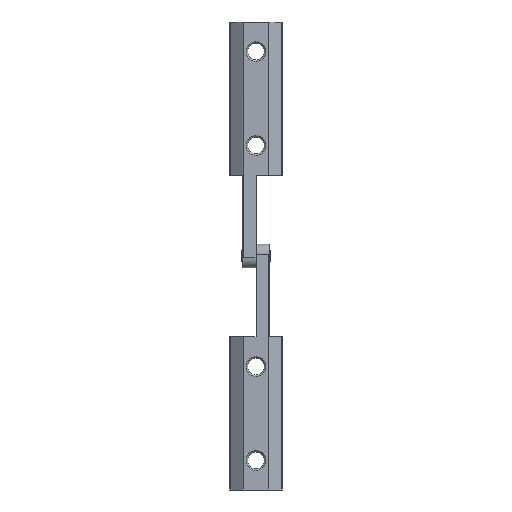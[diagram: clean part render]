
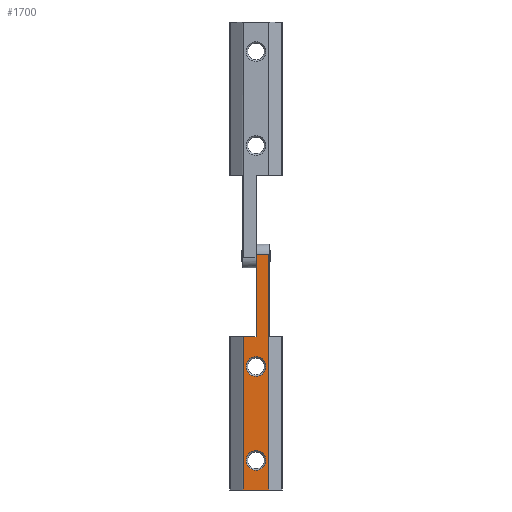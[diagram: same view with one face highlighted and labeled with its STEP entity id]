
A CAD part, front view. The second image highlights one B-rep face of the part: STEP entity #1700.
In plain terms, the highlighted planar face has unit normal (0, -1, 0).
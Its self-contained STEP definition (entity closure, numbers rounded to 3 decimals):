
#39 = EDGE_CURVE ( 'NONE', #838, #330, #1885, .T. ) ;
#41 = CARTESIAN_POINT ( 'NONE',  ( -3., -2., 37.3 ) ) ;
#67 = ORIENTED_EDGE ( 'NONE', *, *, #2175, .T. ) ;
#75 = CARTESIAN_POINT ( 'NONE',  ( 0., -2., 71.25 ) ) ;
#90 = AXIS2_PLACEMENT_3D ( 'NONE', #233, #885, #835 ) ;
#185 = CARTESIAN_POINT ( 'NONE',  ( 3., -2., 37.3 ) ) ;
#233 = CARTESIAN_POINT ( 'NONE',  ( 0., -2., 8.95 ) ) ;
#254 = DIRECTION ( 'NONE',  ( 0., 1., 0. ) ) ;
#275 = VERTEX_POINT ( 'NONE', #41 ) ;
#295 = LINE ( 'NONE', #2346, #416 ) ;
#296 = DIRECTION ( 'NONE',  ( -1., 0., 0. ) ) ;
#330 = VERTEX_POINT ( 'NONE', #1284 ) ;
#348 = DIRECTION ( 'NONE',  ( -1., 0., 0. ) ) ;
#375 = CARTESIAN_POINT ( 'NONE',  ( 3.829, -2., 74.25 ) ) ;
#377 = FACE_BOUND ( 'NONE', #896, .T. ) ;
#400 = CARTESIAN_POINT ( 'NONE',  ( 3., -2., 8.95 ) ) ;
#416 = VECTOR ( 'NONE', #499, 1000. ) ;
#421 = ORIENTED_EDGE ( 'NONE', *, *, #1531, .T. ) ;
#425 = DIRECTION ( 'NONE',  ( -1., 0., 0. ) ) ;
#484 = ORIENTED_EDGE ( 'NONE', *, *, #2198, .T. ) ;
#487 = VERTEX_POINT ( 'NONE', #1352 ) ;
#499 = DIRECTION ( 'NONE',  ( 1., 0., 0. ) ) ;
#516 = ORIENTED_EDGE ( 'NONE', *, *, #1975, .F. ) ;
#545 = DIRECTION ( 'NONE',  ( 0., 0., -1. ) ) ;
#553 = EDGE_CURVE ( 'NONE', #487, #1718, #1937, .T. ) ;
#559 = CARTESIAN_POINT ( 'NONE',  ( 0., -2., 46.25 ) ) ;
#582 = LINE ( 'NONE', #375, #1729 ) ;
#706 = VECTOR ( 'NONE', #2092, 1000. ) ;
#725 = CARTESIAN_POINT ( 'NONE',  ( 0., -2., 46.25 ) ) ;
#797 = PLANE ( 'NONE',  #1627 ) ;
#802 = EDGE_CURVE ( 'NONE', #2390, #1825, #1451, .T. ) ;
#835 = DIRECTION ( 'NONE',  ( -1., 0., 0. ) ) ;
#838 = VERTEX_POINT ( 'NONE', #400 ) ;
#885 = DIRECTION ( 'NONE',  ( 0., 1., 0. ) ) ;
#896 = EDGE_LOOP ( 'NONE', ( #960, #484 ) ) ;
#917 = CARTESIAN_POINT ( 'NONE',  ( -3.829, -2., 74.25 ) ) ;
#960 = ORIENTED_EDGE ( 'NONE', *, *, #39, .T. ) ;
#972 = EDGE_LOOP ( 'NONE', ( #516, #2348, #67, #2524, #2442, #1887 ) ) ;
#1027 = CARTESIAN_POINT ( 'NONE',  ( 3.829, -2., 71.25 ) ) ;
#1068 = DIRECTION ( 'NONE',  ( -1., 0., 0. ) ) ;
#1242 = EDGE_CURVE ( 'NONE', #2328, #2390, #582, .T. ) ;
#1268 = AXIS2_PLACEMENT_3D ( 'NONE', #2401, #1362, #348 ) ;
#1284 = CARTESIAN_POINT ( 'NONE',  ( -3., -2., 8.95 ) ) ;
#1312 = ORIENTED_EDGE ( 'NONE', *, *, #1711, .T. ) ;
#1352 = CARTESIAN_POINT ( 'NONE',  ( -3.829, -2., 46.25 ) ) ;
#1362 = DIRECTION ( 'NONE',  ( 0., 1., 0. ) ) ;
#1373 = DIRECTION ( 'NONE',  ( 0., 0., 1. ) ) ;
#1418 = CIRCLE ( 'NONE', #1977, 3. ) ;
#1437 = CIRCLE ( 'NONE', #1508, 3. ) ;
#1451 = LINE ( 'NONE', #2483, #2658 ) ;
#1508 = AXIS2_PLACEMENT_3D ( 'NONE', #2319, #254, #1068 ) ;
#1531 = EDGE_CURVE ( 'NONE', #275, #1576, #2013, .T. ) ;
#1551 = CARTESIAN_POINT ( 'NONE',  ( -3.829, -2., 0. ) ) ;
#1576 = VERTEX_POINT ( 'NONE', #185 ) ;
#1627 = AXIS2_PLACEMENT_3D ( 'NONE', #2331, #2138, #2562 ) ;
#1700 = ADVANCED_FACE ( 'NONE', ( #377, #2228, #1820 ), #797, .F. ) ;
#1704 = CARTESIAN_POINT ( 'NONE',  ( 0., -2., 37.3 ) ) ;
#1711 = EDGE_CURVE ( 'NONE', #1576, #275, #1418, .T. ) ;
#1718 = VERTEX_POINT ( 'NONE', #1551 ) ;
#1729 = VECTOR ( 'NONE', #1373, 1000. ) ;
#1820 = FACE_OUTER_BOUND ( 'NONE', #972, .T. ) ;
#1825 = VERTEX_POINT ( 'NONE', #75 ) ;
#1881 = VECTOR ( 'NONE', #2619, 1000. ) ;
#1885 = CIRCLE ( 'NONE', #90, 3. ) ;
#1887 = ORIENTED_EDGE ( 'NONE', *, *, #1894, .F. ) ;
#1894 = EDGE_CURVE ( 'NONE', #1914, #1825, #1939, .T. ) ;
#1914 = VERTEX_POINT ( 'NONE', #559 ) ;
#1937 = LINE ( 'NONE', #917, #2566 ) ;
#1939 = LINE ( 'NONE', #725, #1881 ) ;
#1975 = EDGE_CURVE ( 'NONE', #487, #1914, #295, .T. ) ;
#1977 = AXIS2_PLACEMENT_3D ( 'NONE', #1704, #2361, #296 ) ;
#2013 = CIRCLE ( 'NONE', #1268, 3. ) ;
#2092 = DIRECTION ( 'NONE',  ( 1., 0., 0. ) ) ;
#2138 = DIRECTION ( 'NONE',  ( 0., 1., 0. ) ) ;
#2175 = EDGE_CURVE ( 'NONE', #1718, #2328, #2499, .T. ) ;
#2187 = EDGE_LOOP ( 'NONE', ( #1312, #421 ) ) ;
#2198 = EDGE_CURVE ( 'NONE', #330, #838, #1437, .T. ) ;
#2228 = FACE_BOUND ( 'NONE', #2187, .T. ) ;
#2319 = CARTESIAN_POINT ( 'NONE',  ( 0., -2., 8.95 ) ) ;
#2328 = VERTEX_POINT ( 'NONE', #2599 ) ;
#2331 = CARTESIAN_POINT ( 'NONE',  ( -4., -2., 74.25 ) ) ;
#2346 = CARTESIAN_POINT ( 'NONE',  ( -4., -2., 46.25 ) ) ;
#2348 = ORIENTED_EDGE ( 'NONE', *, *, #553, .T. ) ;
#2361 = DIRECTION ( 'NONE',  ( 0., 1., 0. ) ) ;
#2390 = VERTEX_POINT ( 'NONE', #1027 ) ;
#2401 = CARTESIAN_POINT ( 'NONE',  ( 0., -2., 37.3 ) ) ;
#2442 = ORIENTED_EDGE ( 'NONE', *, *, #802, .T. ) ;
#2483 = CARTESIAN_POINT ( 'NONE',  ( 0., -2., 71.25 ) ) ;
#2499 = LINE ( 'NONE', #2519, #706 ) ;
#2519 = CARTESIAN_POINT ( 'NONE',  ( -4., -2., 0. ) ) ;
#2524 = ORIENTED_EDGE ( 'NONE', *, *, #1242, .T. ) ;
#2562 = DIRECTION ( 'NONE',  ( -1., 0., 0. ) ) ;
#2566 = VECTOR ( 'NONE', #545, 1000. ) ;
#2599 = CARTESIAN_POINT ( 'NONE',  ( 3.829, -2., 0. ) ) ;
#2619 = DIRECTION ( 'NONE',  ( 0., 0., 1. ) ) ;
#2658 = VECTOR ( 'NONE', #425, 1000. ) ;
